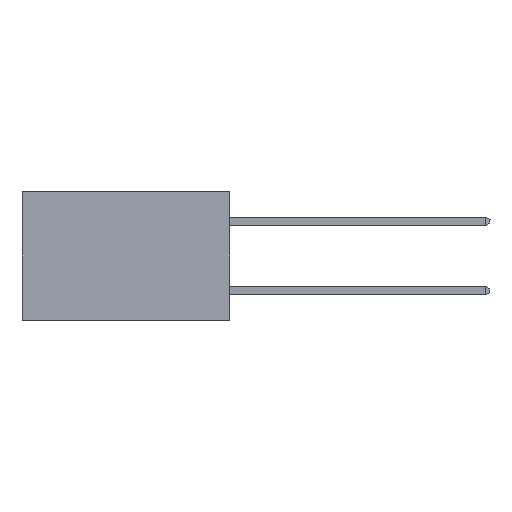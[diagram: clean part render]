
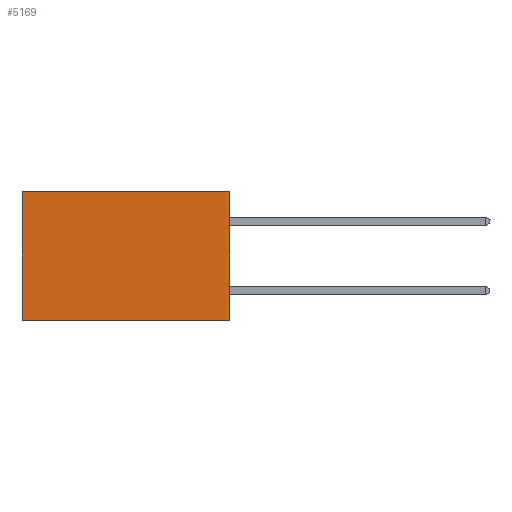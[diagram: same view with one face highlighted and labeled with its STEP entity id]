
A CAD part, left-side view. The second image highlights one B-rep face of the part: STEP entity #5169.
In plain terms, the highlighted planar face has unit normal (-1, 0, 0).
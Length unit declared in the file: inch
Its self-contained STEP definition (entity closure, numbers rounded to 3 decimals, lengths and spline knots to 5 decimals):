
#131 = VERTEX_POINT ( 'NONE', #1648 ) ;
#198 = LINE ( 'NONE', #11185, #6782 ) ;
#465 = DIRECTION ( 'NONE',  ( 1., 0., 0. ) ) ;
#658 = ORIENTED_EDGE ( 'NONE', *, *, #2069, .T. ) ;
#901 = CARTESIAN_POINT ( 'NONE',  ( 0.298, 0.6, -0.37 ) ) ;
#1552 = VECTOR ( 'NONE', #4240, 39.37008 ) ;
#1648 = CARTESIAN_POINT ( 'NONE',  ( 0.298, 0.6, 0. ) ) ;
#1775 = LINE ( 'NONE', #8474, #8734 ) ;
#2069 = EDGE_CURVE ( 'NONE', #131, #4289, #198, .T. ) ;
#2266 = ORIENTED_EDGE ( 'NONE', *, *, #5242, .F. ) ;
#2918 = EDGE_CURVE ( 'NONE', #11669, #131, #4533, .T. ) ;
#3811 = LINE ( 'NONE', #7054, #6167 ) ;
#3884 = FACE_OUTER_BOUND ( 'NONE', #6469, .T. ) ;
#4240 = DIRECTION ( 'NONE',  ( 0., 1., 0. ) ) ;
#4289 = VERTEX_POINT ( 'NONE', #901 ) ;
#4533 = LINE ( 'NONE', #8838, #1552 ) ;
#5147 = PLANE ( 'NONE',  #11997 ) ;
#5169 = ADVANCED_FACE ( 'NONE', ( #3884 ), #5147, .F. ) ;
#5242 = EDGE_CURVE ( 'NONE', #11669, #12187, #1775, .T. ) ;
#5395 = ORIENTED_EDGE ( 'NONE', *, *, #2918, .T. ) ;
#6096 = CARTESIAN_POINT ( 'NONE',  ( 0.298, 0., 0. ) ) ;
#6167 = VECTOR ( 'NONE', #6970, 39.37008 ) ;
#6469 = EDGE_LOOP ( 'NONE', ( #658, #10184, #2266, #5395 ) ) ;
#6782 = VECTOR ( 'NONE', #12140, 39.37008 ) ;
#6970 = DIRECTION ( 'NONE',  ( 0., 1., 0. ) ) ;
#7054 = CARTESIAN_POINT ( 'NONE',  ( 0.298, 0., -0.37 ) ) ;
#7571 = DIRECTION ( 'NONE',  ( 0., 0., -1. ) ) ;
#7891 = EDGE_CURVE ( 'NONE', #12187, #4289, #3811, .T. ) ;
#8003 = CARTESIAN_POINT ( 'NONE',  ( 0.298, 0., 0. ) ) ;
#8474 = CARTESIAN_POINT ( 'NONE',  ( 0.298, 0., 0. ) ) ;
#8734 = VECTOR ( 'NONE', #7571, 39.37008 ) ;
#8838 = CARTESIAN_POINT ( 'NONE',  ( 0.298, 0., 0. ) ) ;
#10184 = ORIENTED_EDGE ( 'NONE', *, *, #7891, .F. ) ;
#10594 = CARTESIAN_POINT ( 'NONE',  ( 0.298, 0., -0.37 ) ) ;
#11185 = CARTESIAN_POINT ( 'NONE',  ( 0.298, 0.6, 0. ) ) ;
#11669 = VERTEX_POINT ( 'NONE', #8003 ) ;
#11860 = DIRECTION ( 'NONE',  ( 0., 0., -1. ) ) ;
#11997 = AXIS2_PLACEMENT_3D ( 'NONE', #6096, #465, #11860 ) ;
#12140 = DIRECTION ( 'NONE',  ( 0., 0., -1. ) ) ;
#12187 = VERTEX_POINT ( 'NONE', #10594 ) ;
